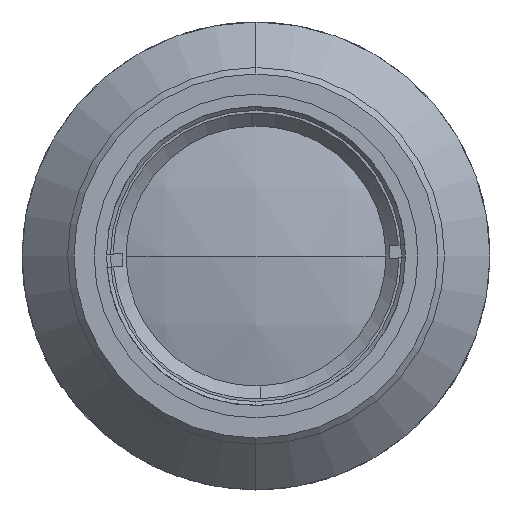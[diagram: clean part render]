
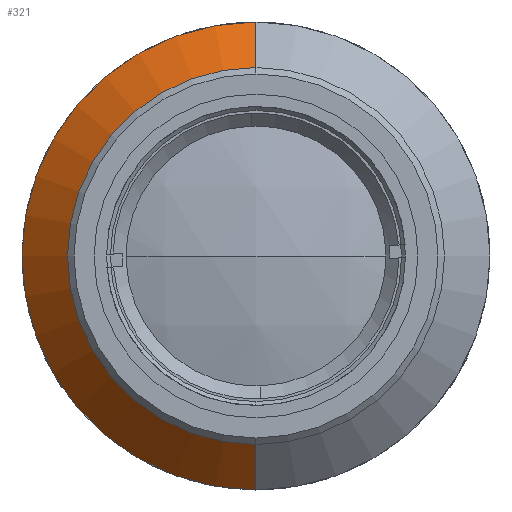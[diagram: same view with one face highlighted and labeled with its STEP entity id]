
A CAD part, left-side view. The second image highlights one B-rep face of the part: STEP entity #321.
In plain terms, the highlighted conical face has half-angle 45 degrees and reference radius 18 mm.
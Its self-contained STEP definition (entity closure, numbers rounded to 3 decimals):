
#49 = LINE ( 'NONE', #1256, #2072 ) ;
#54 = EDGE_LOOP ( 'NONE', ( #890, #3159, #4075, #961 ) ) ;
#81 = CARTESIAN_POINT ( 'NONE',  ( 19.999, 0., -14.5 ) ) ;
#138 = VECTOR ( 'NONE', #3000, 1000. ) ;
#144 = EDGE_CURVE ( 'NONE', #2181, #4390, #792, .T. ) ;
#184 = EDGE_CURVE ( 'NONE', #2554, #2181, #1867, .T. ) ;
#242 = DIRECTION ( 'NONE',  ( 0., 0., 1. ) ) ;
#279 = EDGE_CURVE ( 'NONE', #3163, #4390, #49, .T. ) ;
#310 = CARTESIAN_POINT ( 'NONE',  ( 23.499, 0., 18. ) ) ;
#321 = ADVANCED_FACE ( 'NONE', ( #885 ), #4485, .T. ) ;
#479 = DIRECTION ( 'NONE',  ( 1., 0., 0. ) ) ;
#688 = DIRECTION ( 'NONE',  ( 0., 0., 1. ) ) ;
#792 = CIRCLE ( 'NONE', #3588, 18. ) ;
#837 = CARTESIAN_POINT ( 'NONE',  ( 23.499, 0., 0. ) ) ;
#885 = FACE_OUTER_BOUND ( 'NONE', #54, .T. ) ;
#890 = ORIENTED_EDGE ( 'NONE', *, *, #2354, .F. ) ;
#908 = DIRECTION ( 'NONE',  ( 0., 0., -1. ) ) ;
#961 = ORIENTED_EDGE ( 'NONE', *, *, #279, .F. ) ;
#1022 = AXIS2_PLACEMENT_3D ( 'NONE', #2829, #4748, #242 ) ;
#1256 = CARTESIAN_POINT ( 'NONE',  ( 23.499, 0., -18. ) ) ;
#1867 = LINE ( 'NONE', #310, #138 ) ;
#1994 = CARTESIAN_POINT ( 'NONE',  ( 19.999, 0., 14.5 ) ) ;
#2072 = VECTOR ( 'NONE', #4681, 1000. ) ;
#2181 = VERTEX_POINT ( 'NONE', #2966 ) ;
#2354 = EDGE_CURVE ( 'NONE', #2554, #3163, #3992, .T. ) ;
#2554 = VERTEX_POINT ( 'NONE', #1994 ) ;
#2829 = CARTESIAN_POINT ( 'NONE',  ( 19.999, 0., 0. ) ) ;
#2966 = CARTESIAN_POINT ( 'NONE',  ( 23.499, 0., 18. ) ) ;
#3000 = DIRECTION ( 'NONE',  ( 0.707, 0., 0.707 ) ) ;
#3038 = AXIS2_PLACEMENT_3D ( 'NONE', #837, #479, #908 ) ;
#3159 = ORIENTED_EDGE ( 'NONE', *, *, #184, .T. ) ;
#3163 = VERTEX_POINT ( 'NONE', #81 ) ;
#3425 = CARTESIAN_POINT ( 'NONE',  ( 23.499, 0., 0. ) ) ;
#3588 = AXIS2_PLACEMENT_3D ( 'NONE', #3425, #4189, #688 ) ;
#3797 = CARTESIAN_POINT ( 'NONE',  ( 23.499, 0., -18. ) ) ;
#3992 = CIRCLE ( 'NONE', #1022, 14.5 ) ;
#4075 = ORIENTED_EDGE ( 'NONE', *, *, #144, .T. ) ;
#4189 = DIRECTION ( 'NONE',  ( -1., 0., 0. ) ) ;
#4390 = VERTEX_POINT ( 'NONE', #3797 ) ;
#4485 = CONICAL_SURFACE ( 'NONE', #3038, 18., 0.785 ) ;
#4681 = DIRECTION ( 'NONE',  ( 0.707, 0., -0.707 ) ) ;
#4748 = DIRECTION ( 'NONE',  ( -1., 0., 0. ) ) ;
